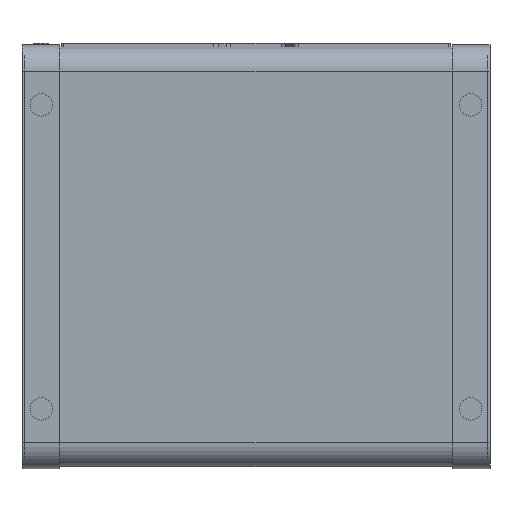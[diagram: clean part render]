
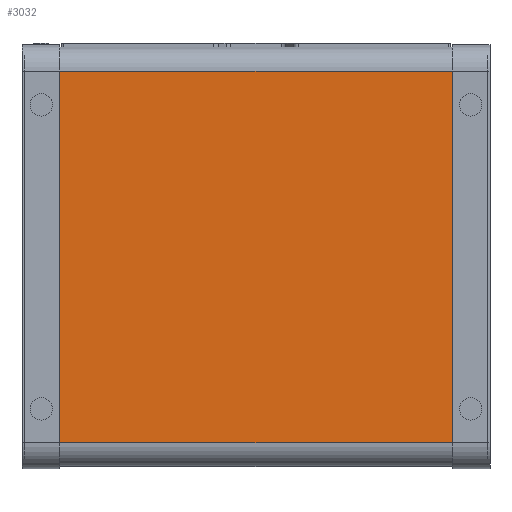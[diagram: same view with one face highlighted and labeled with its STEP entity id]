
A CAD part, front view. The second image highlights one B-rep face of the part: STEP entity #3032.
In plain terms, the highlighted planar face has unit normal (0, -1, 0).
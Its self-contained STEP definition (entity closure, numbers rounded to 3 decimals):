
#50=PLANE('',#3254);
#231=FACE_OUTER_BOUND('',#403,.T.);
#403=EDGE_LOOP('',(#2223,#2224,#2225,#2226));
#621=LINE('',#4621,#945);
#622=LINE('',#4624,#946);
#623=LINE('',#4626,#947);
#624=LINE('',#4627,#948);
#945=VECTOR('',#3678,1000.);
#946=VECTOR('',#3681,1000.);
#947=VECTOR('',#3682,1000.);
#948=VECTOR('',#3683,1000.);
#1412=VERTEX_POINT('',#4617);
#1413=VERTEX_POINT('',#4619);
#1414=VERTEX_POINT('',#4623);
#1415=VERTEX_POINT('',#4625);
#1736=EDGE_CURVE('',#1412,#1413,#621,.T.);
#1737=EDGE_CURVE('',#1414,#1412,#622,.T.);
#1738=EDGE_CURVE('',#1415,#1413,#623,.T.);
#1739=EDGE_CURVE('',#1414,#1415,#624,.T.);
#2223=ORIENTED_EDGE('',*,*,#1737,.T.);
#2224=ORIENTED_EDGE('',*,*,#1736,.T.);
#2225=ORIENTED_EDGE('',*,*,#1738,.F.);
#2226=ORIENTED_EDGE('',*,*,#1739,.F.);
#3032=ADVANCED_FACE('',(#231),#50,.F.);
#3254=AXIS2_PLACEMENT_3D('',#4622,#3679,#3680);
#3678=DIRECTION('',(-1.,0.,0.));
#3679=DIRECTION('center_axis',(0.,1.,0.));
#3680=DIRECTION('ref_axis',(0.,0.,1.));
#3681=DIRECTION('',(0.,0.,1.));
#3682=DIRECTION('',(0.,0.,1.));
#3683=DIRECTION('',(-1.,0.,0.));
#4617=CARTESIAN_POINT('',(261.95,2.75,247.79));
#4619=CARTESIAN_POINT('',(-261.95,2.75,247.79));
#4621=CARTESIAN_POINT('',(1195.376,2.75,247.79));
#4622=CARTESIAN_POINT('Origin',(1195.376,2.75,247.79));
#4623=CARTESIAN_POINT('',(261.95,2.75,-247.79));
#4624=CARTESIAN_POINT('',(261.95,2.75,247.79));
#4625=CARTESIAN_POINT('',(-261.95,2.75,-247.79));
#4626=CARTESIAN_POINT('',(-261.95,2.75,247.79));
#4627=CARTESIAN_POINT('',(1195.376,2.75,-247.79));
